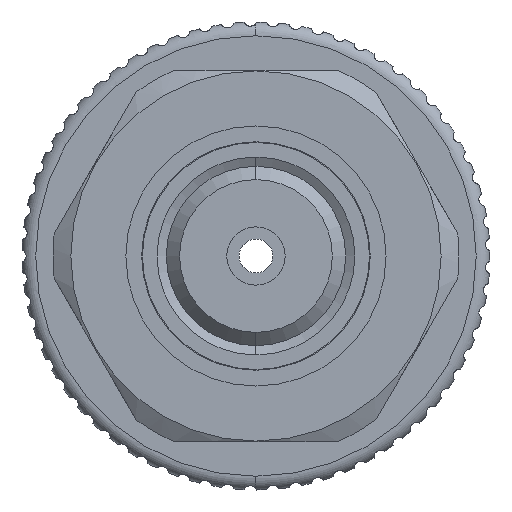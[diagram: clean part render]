
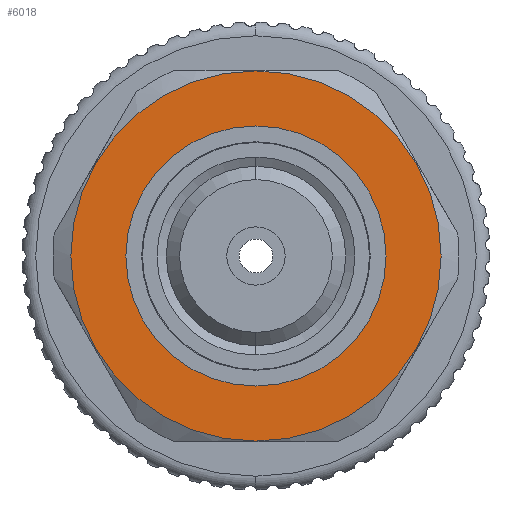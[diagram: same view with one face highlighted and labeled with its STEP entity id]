
A CAD part, front view. The second image highlights one B-rep face of the part: STEP entity #6018.
In plain terms, the highlighted planar face has unit normal (0, -1, 0).
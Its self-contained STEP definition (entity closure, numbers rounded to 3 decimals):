
#367 = CIRCLE ( 'NONE', #6824, 9.45 ) ;
#441 = DIRECTION ( 'NONE',  ( 0., 0., -1. ) ) ;
#1003 = CIRCLE ( 'NONE', #3271, 13.45 ) ;
#1093 = DIRECTION ( 'NONE',  ( 0., -1., 0. ) ) ;
#1133 = VERTEX_POINT ( 'NONE', #3130 ) ;
#2299 = EDGE_LOOP ( 'NONE', ( #8035, #7808 ) ) ;
#2596 = EDGE_LOOP ( 'NONE', ( #3282, #14258 ) ) ;
#3130 = CARTESIAN_POINT ( 'NONE',  ( 0., -10., -13.45 ) ) ;
#3271 = AXIS2_PLACEMENT_3D ( 'NONE', #5930, #6106, #441 ) ;
#3282 = ORIENTED_EDGE ( 'NONE', *, *, #10085, .F. ) ;
#3446 = AXIS2_PLACEMENT_3D ( 'NONE', #3956, #9309, #14664 ) ;
#3956 = CARTESIAN_POINT ( 'NONE',  ( 0., -10., 0. ) ) ;
#5278 = DIRECTION ( 'NONE',  ( 0., -1., 0. ) ) ;
#5440 = EDGE_CURVE ( 'NONE', #12340, #1133, #16177, .T. ) ;
#5533 = CARTESIAN_POINT ( 'NONE',  ( 0., -10., 0. ) ) ;
#5930 = CARTESIAN_POINT ( 'NONE',  ( 0., -10., 0. ) ) ;
#6018 = ADVANCED_FACE ( 'NONE', ( #9345, #8288 ), #10765, .F. ) ;
#6106 = DIRECTION ( 'NONE',  ( 0., -1., 0. ) ) ;
#6588 = CARTESIAN_POINT ( 'NONE',  ( 0., -10., 0. ) ) ;
#6824 = AXIS2_PLACEMENT_3D ( 'NONE', #5533, #1093, #14646 ) ;
#7105 = CARTESIAN_POINT ( 'NONE',  ( 0., -10., -9.45 ) ) ;
#7808 = ORIENTED_EDGE ( 'NONE', *, *, #11582, .T. ) ;
#8035 = ORIENTED_EDGE ( 'NONE', *, *, #5440, .T. ) ;
#8288 = FACE_OUTER_BOUND ( 'NONE', #2299, .T. ) ;
#8302 = AXIS2_PLACEMENT_3D ( 'NONE', #9432, #9523, #14779 ) ;
#8452 = CARTESIAN_POINT ( 'NONE',  ( 0., -10., 9.45 ) ) ;
#9140 = AXIS2_PLACEMENT_3D ( 'NONE', #6588, #5278, #14649 ) ;
#9309 = DIRECTION ( 'NONE',  ( 0., -1., 0. ) ) ;
#9345 = FACE_BOUND ( 'NONE', #2596, .T. ) ;
#9432 = CARTESIAN_POINT ( 'NONE',  ( 9.45, -10., 0. ) ) ;
#9523 = DIRECTION ( 'NONE',  ( 0., 1., 0. ) ) ;
#9718 = VERTEX_POINT ( 'NONE', #8452 ) ;
#9879 = EDGE_CURVE ( 'NONE', #9718, #12714, #16081, .T. ) ;
#10085 = EDGE_CURVE ( 'NONE', #12714, #9718, #367, .T. ) ;
#10409 = CARTESIAN_POINT ( 'NONE',  ( 0., -10., 13.45 ) ) ;
#10765 = PLANE ( 'NONE',  #8302 ) ;
#11582 = EDGE_CURVE ( 'NONE', #1133, #12340, #1003, .T. ) ;
#12340 = VERTEX_POINT ( 'NONE', #10409 ) ;
#12714 = VERTEX_POINT ( 'NONE', #7105 ) ;
#14258 = ORIENTED_EDGE ( 'NONE', *, *, #9879, .F. ) ;
#14646 = DIRECTION ( 'NONE',  ( 0., 0., -1. ) ) ;
#14649 = DIRECTION ( 'NONE',  ( 0., 0., -1. ) ) ;
#14664 = DIRECTION ( 'NONE',  ( 0., 0., -1. ) ) ;
#14779 = DIRECTION ( 'NONE',  ( 0., 0., 1. ) ) ;
#16081 = CIRCLE ( 'NONE', #3446, 9.45 ) ;
#16177 = CIRCLE ( 'NONE', #9140, 13.45 ) ;
